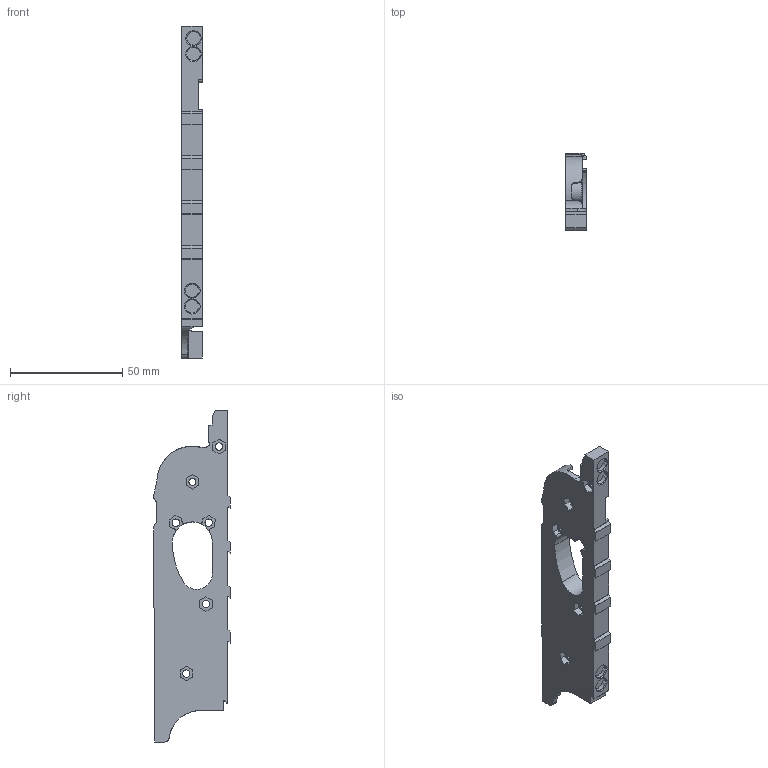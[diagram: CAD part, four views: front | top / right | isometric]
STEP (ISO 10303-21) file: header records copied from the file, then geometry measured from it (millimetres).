
FILE_DESCRIPTION(/* description */ ('','CAx-IF Rec.Pracs.---Representation and Presentation of Product Manufacturing Information (PMI)---4.0---2014-10-13'),/* implementation_level */ '2;1');
FILE_NAME(/* name */ '',/* time_stamp */ '2020-01-07T13:19:04-05:00',/* author */ (''),/* organization */ (''),/* preprocessor_version */ 'ST-DEVELOPER v18',/* originating_system */ '',/* authorisation */ '');
FILE_SCHEMA (('AP242_MANAGED_MODEL_BASED_3D_ENGINEERING_MIM_LF { 1 0 10303 442 1 1 4 }'));
Length unit declared in the file: inch
Products named in the file (1): Frame 1
Bounding box: 9.3 x 34.31 x 148 mm (x, y, z)
Volume: 20199.8 mm3; surface area: 14595.3 mm2
Topology: 1 solids, 1 shells, 256 faces, 728 edges, 484 vertices
Faces by surface type: plane 164, cylinder 85, cone 6, bspline 1
Full cylindrical faces by diameter (mm): 3.1 x1, 3.3 x5, 5.65 x1, 10.05 x1, 11.65 x1, 15.3 x1
Entity records: 8595 total; most frequent: CARTESIAN_POINT 1666, ORIENTED_EDGE 1456, DIRECTION 1426, EDGE_CURVE 728, LINE 508, VECTOR 508, VERTEX_POINT 484, AXIS2_PLACEMENT_3D 459
